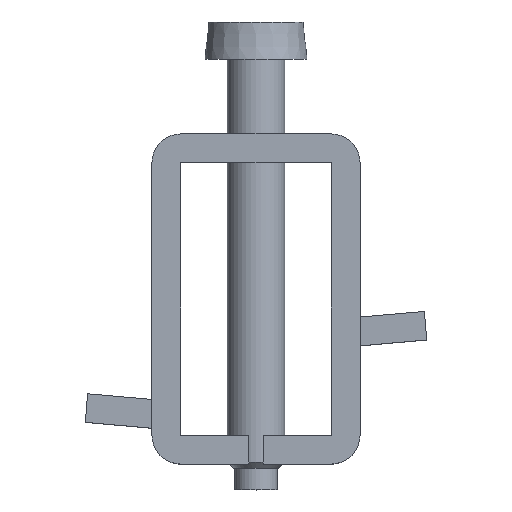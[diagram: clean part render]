
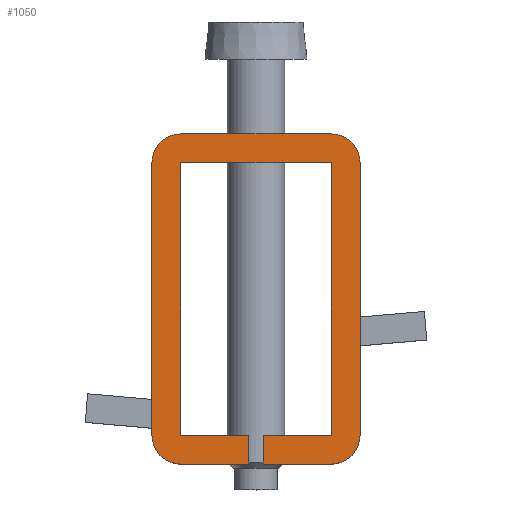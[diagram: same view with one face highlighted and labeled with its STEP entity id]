
A CAD part, top view. The second image highlights one B-rep face of the part: STEP entity #1050.
In plain terms, the highlighted planar face has unit normal (0, 0, 1).
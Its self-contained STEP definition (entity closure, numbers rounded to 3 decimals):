
#54=LINE('',#1525,#164);
#58=LINE('',#1534,#168);
#71=LINE('',#1563,#181);
#74=LINE('',#1574,#184);
#78=LINE('',#1582,#188);
#88=LINE('',#1603,#198);
#91=LINE('',#1611,#201);
#101=LINE('',#1632,#211);
#102=LINE('',#1635,#212);
#106=LINE('',#1643,#216);
#115=LINE('',#1666,#225);
#119=LINE('',#1680,#229);
#164=VECTOR('',#1221,1000.);
#168=VECTOR('',#1227,1000.);
#181=VECTOR('',#1246,1000.);
#184=VECTOR('',#1259,1000.);
#188=VECTOR('',#1267,1000.);
#198=VECTOR('',#1281,1000.);
#201=VECTOR('',#1288,1000.);
#211=VECTOR('',#1302,1000.);
#212=VECTOR('',#1307,1000.);
#216=VECTOR('',#1315,1000.);
#225=VECTOR('',#1334,1000.);
#229=VECTOR('',#1348,1000.);
#383=ORIENTED_EDGE('',*,*,#585,.T.);
#384=ORIENTED_EDGE('',*,*,#589,.T.);
#385=ORIENTED_EDGE('',*,*,#591,.T.);
#386=ORIENTED_EDGE('',*,*,#567,.T.);
#387=ORIENTED_EDGE('',*,*,#596,.T.);
#388=ORIENTED_EDGE('',*,*,#607,.T.);
#389=ORIENTED_EDGE('',*,*,#611,.T.);
#390=ORIENTED_EDGE('',*,*,#622,.T.);
#391=ORIENTED_EDGE('',*,*,#624,.T.);
#392=ORIENTED_EDGE('',*,*,#571,.T.);
#393=ORIENTED_EDGE('',*,*,#629,.T.);
#394=ORIENTED_EDGE('',*,*,#632,.T.);
#395=ORIENTED_EDGE('',*,*,#641,.T.);
#396=ORIENTED_EDGE('',*,*,#644,.T.);
#397=ORIENTED_EDGE('',*,*,#648,.T.);
#398=ORIENTED_EDGE('',*,*,#650,.T.);
#567=EDGE_CURVE('',#714,#713,#54,.T.);
#571=EDGE_CURVE('',#718,#717,#58,.T.);
#585=EDGE_CURVE('',#731,#730,#71,.T.);
#589=EDGE_CURVE('',#730,#733,#800,.T.);
#591=EDGE_CURVE('',#733,#714,#74,.T.);
#596=EDGE_CURVE('',#713,#735,#78,.T.);
#607=EDGE_CURVE('',#735,#744,#88,.T.);
#611=EDGE_CURVE('',#744,#747,#91,.T.);
#622=EDGE_CURVE('',#747,#756,#101,.T.);
#624=EDGE_CURVE('',#756,#718,#102,.T.);
#629=EDGE_CURVE('',#717,#758,#106,.T.);
#632=EDGE_CURVE('',#758,#760,#809,.T.);
#641=EDGE_CURVE('',#760,#767,#115,.T.);
#644=EDGE_CURVE('',#767,#769,#812,.T.);
#648=EDGE_CURVE('',#769,#772,#119,.T.);
#650=EDGE_CURVE('',#772,#731,#815,.T.);
#713=VERTEX_POINT('',#1524);
#714=VERTEX_POINT('',#1526);
#717=VERTEX_POINT('',#1533);
#718=VERTEX_POINT('',#1535);
#730=VERTEX_POINT('',#1562);
#731=VERTEX_POINT('',#1564);
#733=VERTEX_POINT('',#1570);
#735=VERTEX_POINT('',#1581);
#744=VERTEX_POINT('',#1602);
#747=VERTEX_POINT('',#1610);
#756=VERTEX_POINT('',#1631);
#758=VERTEX_POINT('',#1642);
#760=VERTEX_POINT('',#1648);
#767=VERTEX_POINT('',#1665);
#769=VERTEX_POINT('',#1671);
#772=VERTEX_POINT('',#1679);
#800=CIRCLE('',#1113,2.);
#809=CIRCLE('',#1130,2.);
#812=CIRCLE('',#1135,2.);
#815=CIRCLE('',#1140,2.);
#860=EDGE_LOOP('',(#383,#384,#385,#386,#387,#388,#389,#390,#391,#392,#393,
#394,#395,#396,#397,#398));
#938=FACE_BOUND('',#860,.T.);
#1002=PLANE('',#1141);
#1050=ADVANCED_FACE('',(#938),#1002,.T.);
#1113=AXIS2_PLACEMENT_3D('',#1571,#1253,#1254);
#1130=AXIS2_PLACEMENT_3D('',#1649,#1321,#1322);
#1135=AXIS2_PLACEMENT_3D('',#1672,#1340,#1341);
#1140=AXIS2_PLACEMENT_3D('',#1683,#1353,#1354);
#1141=AXIS2_PLACEMENT_3D('',#1684,#1355,#1356);
#1221=DIRECTION('',(0.,1.,0.));
#1227=DIRECTION('',(0.,-1.,0.));
#1246=DIRECTION('',(0.,-1.,0.));
#1253=DIRECTION('',(0.,0.,1.));
#1254=DIRECTION('',(1.,0.,0.));
#1259=DIRECTION('',(1.,0.,0.));
#1267=DIRECTION('',(-1.,0.,0.));
#1281=DIRECTION('',(0.,1.,0.));
#1288=DIRECTION('',(1.,0.,0.));
#1302=DIRECTION('',(0.,-1.,0.));
#1307=DIRECTION('',(-1.,0.,0.));
#1315=DIRECTION('',(1.,0.,0.));
#1321=DIRECTION('',(0.,0.,1.));
#1322=DIRECTION('',(1.,0.,0.));
#1334=DIRECTION('',(0.,1.,0.));
#1340=DIRECTION('',(0.,0.,1.));
#1341=DIRECTION('',(1.,0.,0.));
#1348=DIRECTION('',(-1.,0.,0.));
#1353=DIRECTION('',(0.,0.,1.));
#1354=DIRECTION('',(1.,0.,0.));
#1355=DIRECTION('',(0.,0.,1.));
#1356=DIRECTION('',(1.,0.,0.));
#1524=CARTESIAN_POINT('',(-0.5,2.,4.));
#1525=CARTESIAN_POINT('',(-0.5,0.,4.));
#1526=CARTESIAN_POINT('',(-0.5,0.,4.));
#1533=CARTESIAN_POINT('',(0.5,0.,4.));
#1534=CARTESIAN_POINT('',(0.5,2.,4.));
#1535=CARTESIAN_POINT('',(0.5,2.,4.));
#1562=CARTESIAN_POINT('',(-7.25,2.,4.));
#1563=CARTESIAN_POINT('',(-7.25,21.,4.));
#1564=CARTESIAN_POINT('',(-7.25,21.,4.));
#1570=CARTESIAN_POINT('',(-5.25,0.,4.));
#1571=CARTESIAN_POINT('',(-5.25,2.,4.));
#1574=CARTESIAN_POINT('',(-5.25,0.,4.));
#1581=CARTESIAN_POINT('',(-5.25,2.,4.));
#1582=CARTESIAN_POINT('',(-0.5,2.,4.));
#1602=CARTESIAN_POINT('',(-5.25,21.,4.));
#1603=CARTESIAN_POINT('',(-5.25,2.,4.));
#1610=CARTESIAN_POINT('',(5.25,21.,4.));
#1611=CARTESIAN_POINT('',(-5.25,21.,4.));
#1631=CARTESIAN_POINT('',(5.25,2.,4.));
#1632=CARTESIAN_POINT('',(5.25,21.,4.));
#1635=CARTESIAN_POINT('',(5.25,2.,4.));
#1642=CARTESIAN_POINT('',(5.25,0.,4.));
#1643=CARTESIAN_POINT('',(0.5,0.,4.));
#1648=CARTESIAN_POINT('',(7.25,2.,4.));
#1649=CARTESIAN_POINT('',(5.25,2.,4.));
#1665=CARTESIAN_POINT('',(7.25,21.,4.));
#1666=CARTESIAN_POINT('',(7.25,2.,4.));
#1671=CARTESIAN_POINT('',(5.25,23.,4.));
#1672=CARTESIAN_POINT('',(5.25,21.,4.));
#1679=CARTESIAN_POINT('',(-5.25,23.,4.));
#1680=CARTESIAN_POINT('',(5.25,23.,4.));
#1683=CARTESIAN_POINT('',(-5.25,21.,4.));
#1684=CARTESIAN_POINT('',(-5.25,2.,4.));
